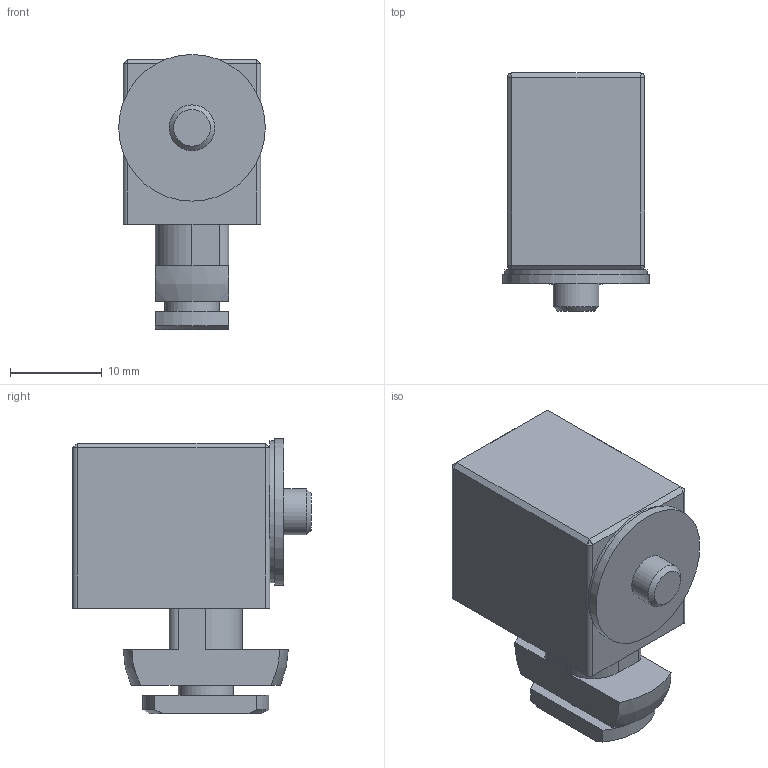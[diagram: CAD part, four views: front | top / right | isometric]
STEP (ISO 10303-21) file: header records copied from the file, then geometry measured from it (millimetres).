
FILE_DESCRIPTION((''),'2;1');
FILE_NAME('SZ1553S_A.stp','2013-08-29T10:20:24',('janine behrens'),(''),'Autodesk Inventor 2012','Autodesk Inventor 2012','');
FILE_SCHEMA(('AUTOMOTIVE_DESIGN { 1 0 10303 214 1 1 1 1 }'));
Length unit declared in the file: millimetre
Products named in the file (5): SZ1553S_A; MK7715508_A; MK8101550-A; MK1800011-A; DIN 934 - ersetzt durch DIN EN 24032/28673/28674 M4
Assembly tree (4 placements, depth 2):
  SZ1553S_A
    MK7715508_A
    MK8101550-A
    MK1800011-A
    DIN 934 - ersetzt durch DIN EN 24032/28673/28674 M4
Bounding box: 16 x 26 x 30 mm (x, y, z)
Volume: 4879.9 mm3; surface area: 5394.1 mm2
Topology: 4 solids, 4 shells, 77 faces, 171 edges, 102 vertices
Faces by surface type: plane 40, cylinder 20, cone 15, sphere 2
Full cylindrical faces by diameter (mm): 3.242 x1, 4.4 x1, 5 x1, 6 x1, 12 x1, 12.6 x1, 13 x2, 15.5 x1, 16 x1
Entity records: 2118 total; most frequent: CARTESIAN_POINT 364, DIRECTION 364, ORIENTED_EDGE 292, AXIS2_PLACEMENT_3D 148, EDGE_CURVE 146, EDGE_LOOP 106, VERTEX_POINT 100, FACE_OUTER_BOUND 77
